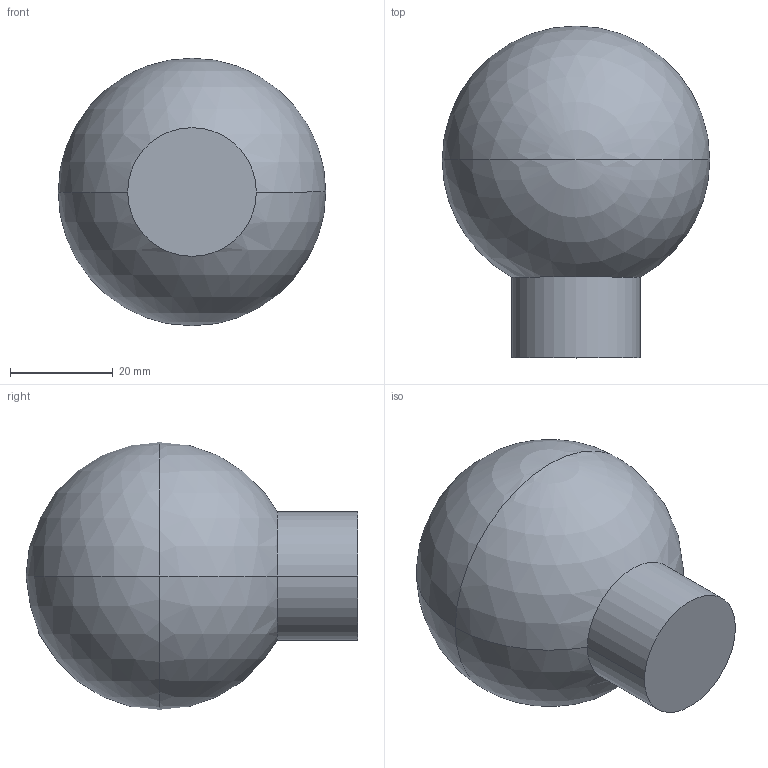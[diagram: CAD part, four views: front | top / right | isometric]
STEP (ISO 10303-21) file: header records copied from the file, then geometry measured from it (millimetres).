
FILE_DESCRIPTION(('produced by SPATIAL CORP'),'2;1');
FILE_NAME('ph9b.prt.hh.sat.stp', '2002-04-19T13:54:08+00:00',('SPATIAL CORP'),('SPATIAL CORP'), 'ACIS STEP Husk','http://www.spatial.com','SPATIAL CORP');
FILE_SCHEMA(('CONFIG_CONTROL_DESIGN'));
Length unit declared in the file: millimetre
Products named in the file (1): PRODUCT_ID_1
Bounding box: 52 x 64.5 x 52 mm (x, y, z)
Volume: 80526.8 mm3; surface area: 9695.9 mm2
Topology: 1 solids, 1 shells, 7 faces, 18 edges, 9 vertices
Faces by surface type: sphere 4, cylinder 2, plane 1
Entity records: 237 total; most frequent: ORIENTED_EDGE 28, DIRECTION 24, CARTESIAN_POINT 22, EDGE_CURVE 14, AXIS2_PLACEMENT_3D 11, VERTEX_POINT 9, CIRCLE 8, PERSON 8
